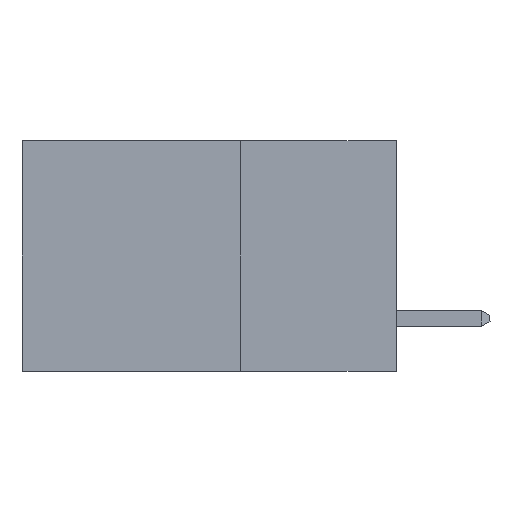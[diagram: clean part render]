
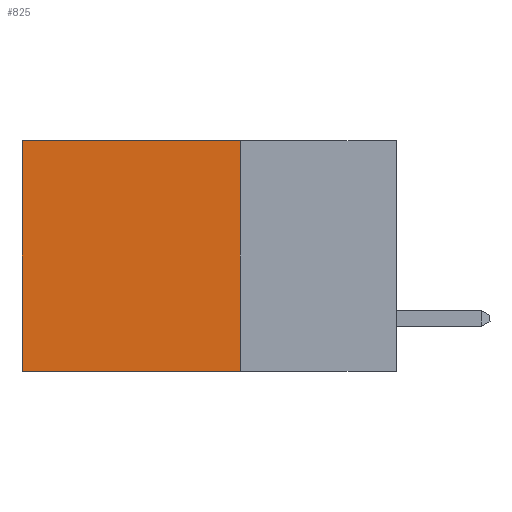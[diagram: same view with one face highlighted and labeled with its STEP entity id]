
A CAD part, left-side view. The second image highlights one B-rep face of the part: STEP entity #825.
In plain terms, the highlighted planar face has unit normal (-1, 0, 0).
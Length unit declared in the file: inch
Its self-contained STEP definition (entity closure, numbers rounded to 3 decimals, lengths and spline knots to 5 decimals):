
#88 = VERTEX_POINT ( 'NONE', #3458 ) ;
#91 = ORIENTED_EDGE ( 'NONE', *, *, #7583, .T. ) ;
#825 = ADVANCED_FACE ( 'NONE', ( #7639 ), #6675, .F. ) ;
#839 = CARTESIAN_POINT ( 'NONE',  ( 0.298, 0.25, 0. ) ) ;
#1008 = CARTESIAN_POINT ( 'NONE',  ( 0.298, 0.25, 0. ) ) ;
#1013 = ORIENTED_EDGE ( 'NONE', *, *, #2129, .F. ) ;
#1042 = DIRECTION ( 'NONE',  ( 0., 1., 0. ) ) ;
#1268 = AXIS2_PLACEMENT_3D ( 'NONE', #6790, #7279, #7215 ) ;
#1871 = VERTEX_POINT ( 'NONE', #5572 ) ;
#1919 = LINE ( 'NONE', #3682, #9151 ) ;
#2129 = EDGE_CURVE ( 'NONE', #5172, #88, #7955, .T. ) ;
#2239 = ORIENTED_EDGE ( 'NONE', *, *, #4861, .F. ) ;
#2916 = ORIENTED_EDGE ( 'NONE', *, *, #7654, .T. ) ;
#3104 = VERTEX_POINT ( 'NONE', #5825 ) ;
#3334 = DIRECTION ( 'NONE',  ( 0., 0., -1. ) ) ;
#3373 = VECTOR ( 'NONE', #3334, 39.37008 ) ;
#3458 = CARTESIAN_POINT ( 'NONE',  ( 0.298, 0.6, -0.37 ) ) ;
#3537 = CARTESIAN_POINT ( 'NONE',  ( 0.298, 0.25, -0.37 ) ) ;
#3597 = VECTOR ( 'NONE', #1042, 39.37008 ) ;
#3603 = LINE ( 'NONE', #839, #3373 ) ;
#3682 = CARTESIAN_POINT ( 'NONE',  ( 0.298, 0.6, 0. ) ) ;
#3956 = CARTESIAN_POINT ( 'NONE',  ( 0.298, 0.25, -0.37 ) ) ;
#3991 = DIRECTION ( 'NONE',  ( 0., 0., -1. ) ) ;
#4861 = EDGE_CURVE ( 'NONE', #1871, #5172, #3603, .T. ) ;
#5172 = VERTEX_POINT ( 'NONE', #3537 ) ;
#5572 = CARTESIAN_POINT ( 'NONE',  ( 0.298, 0.25, 0. ) ) ;
#5825 = CARTESIAN_POINT ( 'NONE',  ( 0.298, 0.6, 0. ) ) ;
#6123 = VECTOR ( 'NONE', #8391, 39.37008 ) ;
#6512 = EDGE_LOOP ( 'NONE', ( #91, #1013, #2239, #2916 ) ) ;
#6675 = PLANE ( 'NONE',  #1268 ) ;
#6790 = CARTESIAN_POINT ( 'NONE',  ( 0.298, 0.25, 0. ) ) ;
#7145 = LINE ( 'NONE', #1008, #3597 ) ;
#7215 = DIRECTION ( 'NONE',  ( 0., 0., -1. ) ) ;
#7279 = DIRECTION ( 'NONE',  ( 1., 0., 0. ) ) ;
#7583 = EDGE_CURVE ( 'NONE', #3104, #88, #1919, .T. ) ;
#7639 = FACE_OUTER_BOUND ( 'NONE', #6512, .T. ) ;
#7654 = EDGE_CURVE ( 'NONE', #1871, #3104, #7145, .T. ) ;
#7955 = LINE ( 'NONE', #3956, #6123 ) ;
#8391 = DIRECTION ( 'NONE',  ( 0., 1., 0. ) ) ;
#9151 = VECTOR ( 'NONE', #3991, 39.37008 ) ;
